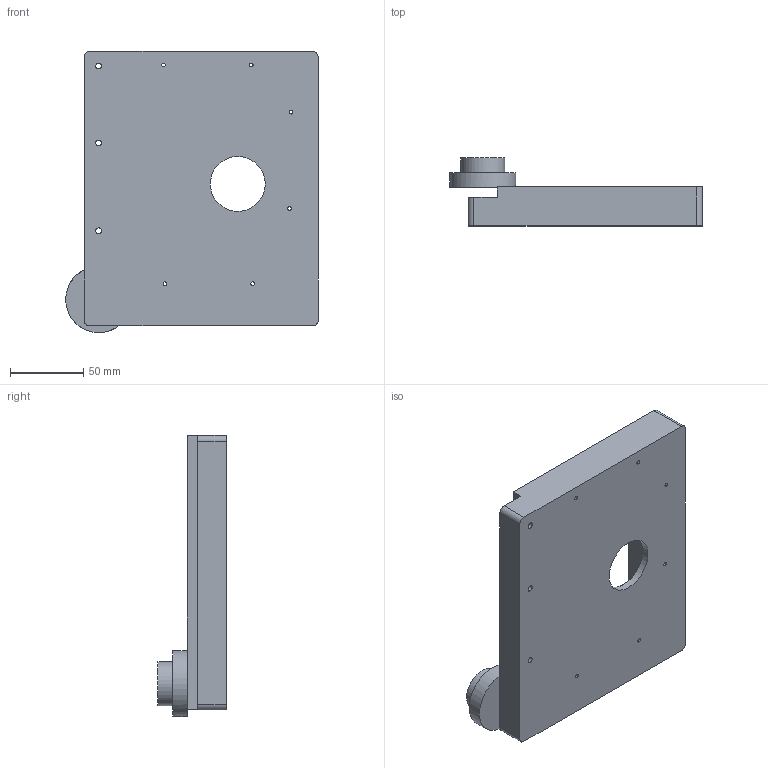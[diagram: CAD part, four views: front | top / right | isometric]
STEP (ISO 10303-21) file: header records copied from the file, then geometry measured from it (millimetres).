
FILE_DESCRIPTION(/* description */ (''),/* implementation_level */ '2;1');
FILE_NAME(/* name */ '00_XYTable_china_75_55mm.ipt.step',/* time_stamp */ '2022-11-29T07:53:43+01:00',/* author */ ('diederichbenedict'),/* organization */ (''),/* preprocessor_version */ 'ST-DEVELOPER v18.1',/* originating_system */ 'Autodesk Inventor 2022',/* authorisation */ '');
FILE_SCHEMA (('AUTOMOTIVE_DESIGN { 1 0 10303 214 3 1 1 }'));
Length unit declared in the file: millimetre
Products named in the file (1): 00_XYTable_china_75_55mm
Bounding box: 172.5 x 46.5 x 192 mm (x, y, z)
Volume: 547791.1 mm3; surface area: 92022.2 mm2
Topology: 1 solids, 1 shells, 32 faces, 82 edges, 54 vertices
Faces by surface type: cylinder 16, plane 16
Full cylindrical faces by diameter (mm): 2.5 x6, 4 x3, 30 x1, 37.5 x1, 45 x1
Entity records: 1065 total; most frequent: DIRECTION 182, CARTESIAN_POINT 169, ORIENTED_EDGE 164, EDGE_CURVE 82, AXIS2_PLACEMENT_3D 67, EDGE_LOOP 54, VERTEX_POINT 54, LINE 48
